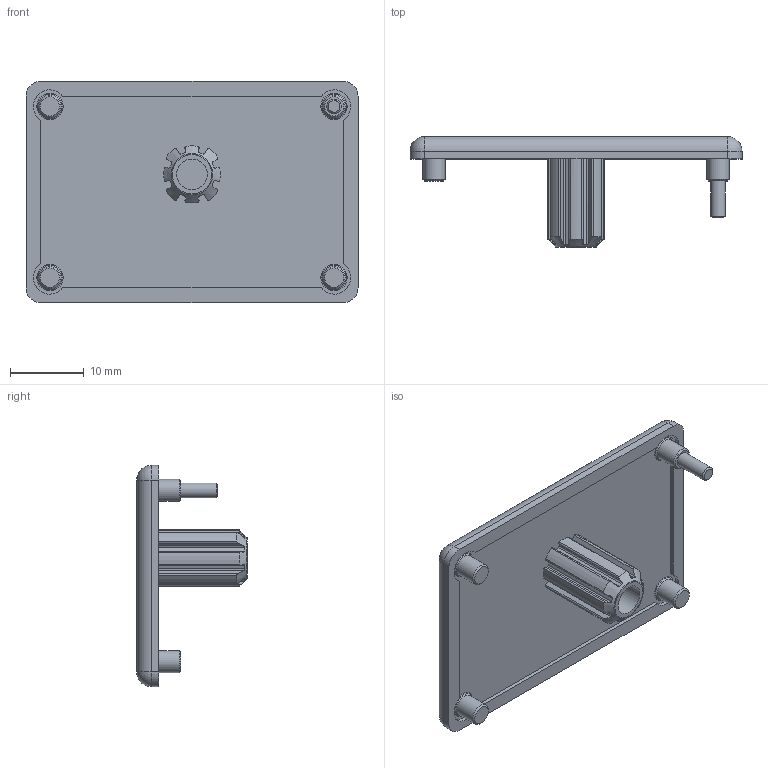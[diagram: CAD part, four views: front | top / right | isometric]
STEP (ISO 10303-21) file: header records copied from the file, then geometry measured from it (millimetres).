
FILE_DESCRIPTION(('STEP AP203'),'1');
FILE_NAME('BASE10B1161.stp','2023-12-11T10:18:49',(' '),(' '),'Spatial InterOp 3D',' ',' ');
FILE_SCHEMA(('CONFIG_CONTROL_DESIGN'));
Length unit declared in the file: millimetre
Products named in the file (1): Embout 10 45x30 -profilé d'encadrement 45x30 (R10+2 R8)
Bounding box: 45 x 15 x 30 mm (x, y, z)
Volume: 3851.3 mm3; surface area: 3807 mm2
Topology: 1 solids, 1 shells, 119 faces, 305 edges, 192 vertices
Faces by surface type: cylinder 66, plane 34, cone 10, torus 5, sphere 4
Full cylindrical faces by diameter (mm): 2 x1, 3 x4, 4.144 x1
Entity records: 3829 total; most frequent: CARTESIAN_POINT 875, DIRECTION 602, ORIENTED_EDGE 558, EDGE_CURVE 279, AXIS2_PLACEMENT_3D 235, VERTEX_POINT 191, EDGE_LOOP 148, LINE 132
